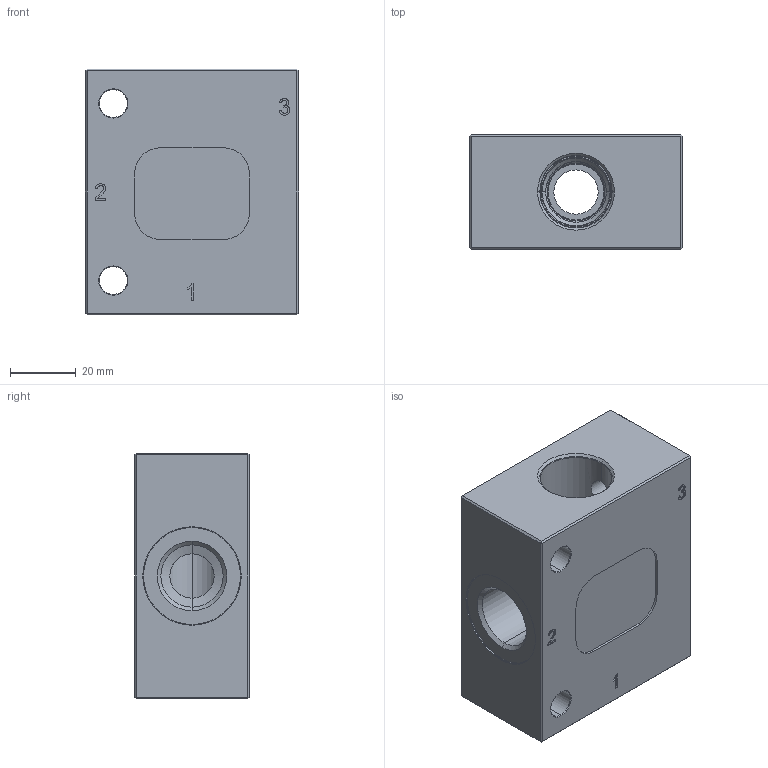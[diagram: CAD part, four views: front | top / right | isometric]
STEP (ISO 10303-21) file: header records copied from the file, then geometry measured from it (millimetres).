
FILE_DESCRIPTION (( 'STEP AP214' ), '1' );
FILE_NAME ('COAVP1000000294.STEP', '2018-04-26T06:49:48', ( 'Fabio Pellicciari' ), ( '' ), 'SwSTEP 2.0', 'SolidWorks 2015', '' );
FILE_SCHEMA (( 'AUTOMOTIVE_DESIGN' ));
Length unit declared in the file: millimetre
Products named in the file (1): COAVP1000000294
Bounding box: 65 x 35 x 75 mm (x, y, z)
Volume: 135288.5 mm3; surface area: 26739.7 mm2
Topology: 1 solids, 1 shells, 150 faces, 345 edges, 204 vertices
Faces by surface type: plane 51, cylinder 34, cone 30, bspline 25, torus 10
Entity records: 6362 total; most frequent: CARTESIAN_POINT 2349, ORIENTED_EDGE 690, DIRECTION 647, EDGE_CURVE 345, AXIS2_PLACEMENT_3D 230, VERTEX_POINT 204, LINE 187, VECTOR 187
